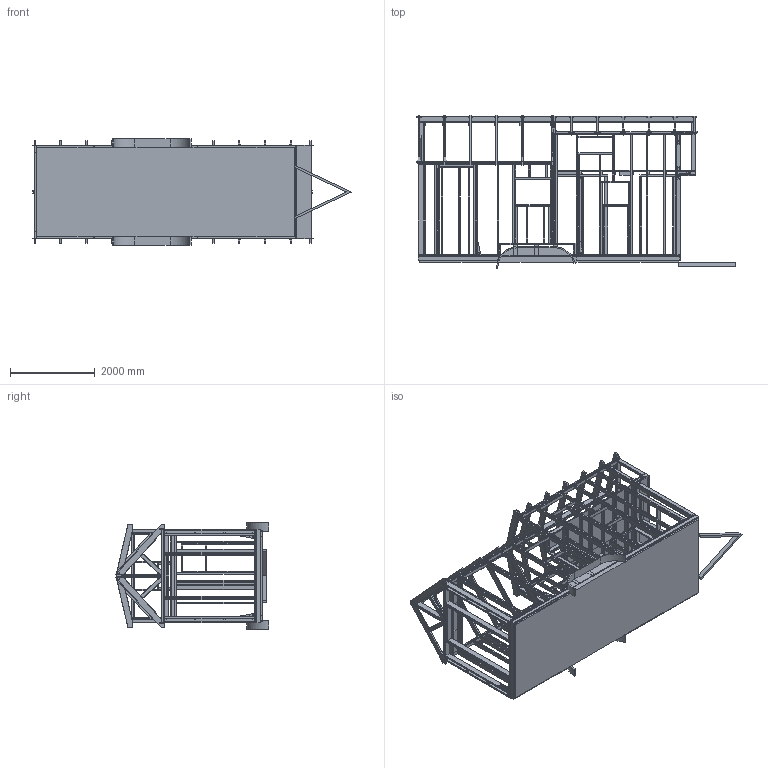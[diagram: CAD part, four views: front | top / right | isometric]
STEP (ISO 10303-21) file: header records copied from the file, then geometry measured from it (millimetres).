
FILE_DESCRIPTION(/* description */ (''),/* implementation_level */ '2;1');
FILE_NAME(/* name */ 'Solarcycle Tiny Home Prototype FRAME.stp',/* time_stamp */ '2023-09-24T21:04:45-07:00',/* author */ ('tooco'),/* organization */ (''),/* preprocessor_version */ 'ST-DEVELOPER v19.2',/* originating_system */ 'Autodesk Inventor 2023',/* authorisation */ '');
FILE_SCHEMA (('AUTOMOTIVE_DESIGN { 1 0 10303 214 3 1 1 }'));
Length unit declared in the file: inch
Products named in the file (99): Solarcycle Home Final Assembly; 0_5X3_5_74_5_FASCIA; 0_5X3_5_86_94_FASCIA; 0_5X3_5_96_FASCIA; 2X2X18_5; 2X2X20; 2X2X25_75; 2X2X26_375; 2X2X30_88; 2X4X100_63; 2X4X10_375; 2X4X10_38; 2X4X10_75; 2X4X111; 2X4X114; 2X4X120_25; 2X4X125_75; 2X4X128_38; 2X4X131_88; 2X4X14_38; 2X4X17; 2X4X17_38; 2X4X20_75; 2X4X24_25; 2X4X24_75; 2X4X26_30_ROOF_CROSS_BEAM; 2X4X27_75; 2X4X31_80_ROOF_CROSS_BEAM; 2X4X32; 2X4X33; 2X4X33_88; 2X4X34_13; 2X4X35; 2X4X43; 2X4X44_25; 2X4X59_38; 2X4X66_5; 2X4X70_5; 2X4X71; 2X4X71_DOOR ...
Assembly tree (361 placements, depth 2):
  Solarcycle Home Final Assembly
    0_5X3_5_74_5_FASCIA  x2
    0_5X3_5_86_94_FASCIA  x2
    0_5X3_5_96_FASCIA  x2
    2X2X18_5  x2
    2X2X20
    2X2X25_75  x2
    2X2X26_375  x2
    2X2X30_88  x3
    2X4X100_63  x2
    2X4X10_375  x2
    2X4X10_38  x4
    2X4X10_75  x2
    2X4X111  x10
    2X4X114  x2
    2X4X120_25  x2
    2X4X125_75  x2
    2X4X128_38  x2
    2X4X12  x14
    2X4X131_88  x2
    2X4X14_38  x3
    2X4X17  x2
    2X4X17_38  x2
    2X4X20_75  x3
    2X4X24_25
    2X4X24_75  x3
    2X4X26_30_ROOF_CROSS_BEAM  x2
    2X4X27_75  x4
    2X4X31_80_ROOF_CROSS_BEAM  x2
    2X4X32  x6
    2X4X33  x8
    2X4X33_88  x8
    2X4X34_13  x2
    2X4X35  x2
    2X4X43  x2
    2X4X44_25  x6
    2X4X59_38  x6
    2X4X66_5  x4
    2X4X70_5  x2
    2X4X71
    2X4X71_DOOR
    2X4X72_38  x18
    2X4X72_88  x4
    2X4X73_FASCIA_LEFT
    2X4X73_FASCIA_RIGHT
    2X4X79_75  x2
    2X4X82_94
    2X4X83_25  x15
    2X4X85_94
    2X4X86_94
    2X4X8_875  x4
    2X4X8_91  x2
    2X4X92_75  x4
    2X4X96_25  x2
    2X4X96_FASCIA  x2
    2x4_RIPPED_ROOF_TRANSITION  x2
    2X6X257_63  x2
    2X6X36_66  x2
    2X6X57_82  x2
    2X6X79_94
Bounding box: 7548.17 x 3616.22 x 2513.01 mm (x, y, z)
Volume: 3452694121.3 mm3; surface area: 181595259.6 mm2
Topology: 380 solids, 380 shells, 7334 faces, 18938 edges, 12364 vertices
Faces by surface type: plane 5106, cylinder 2180, bspline 48
Full cylindrical faces by diameter (mm): 3.962 x440, 3.969 x20, 4.343 x146, 6.731 x88, 12.7 x32, 14.275 x6, 15.875 x8, 17.462 x8, 19.05 x16
Entity records: 54678 total; most frequent: CARTESIAN_POINT 12206, DIRECTION 8541, ORIENTED_EDGE 7446, EDGE_CURVE 3723, AXIS2_PLACEMENT_3D 2941, LINE 2659, VECTOR 2659, VERTEX_POINT 2476
